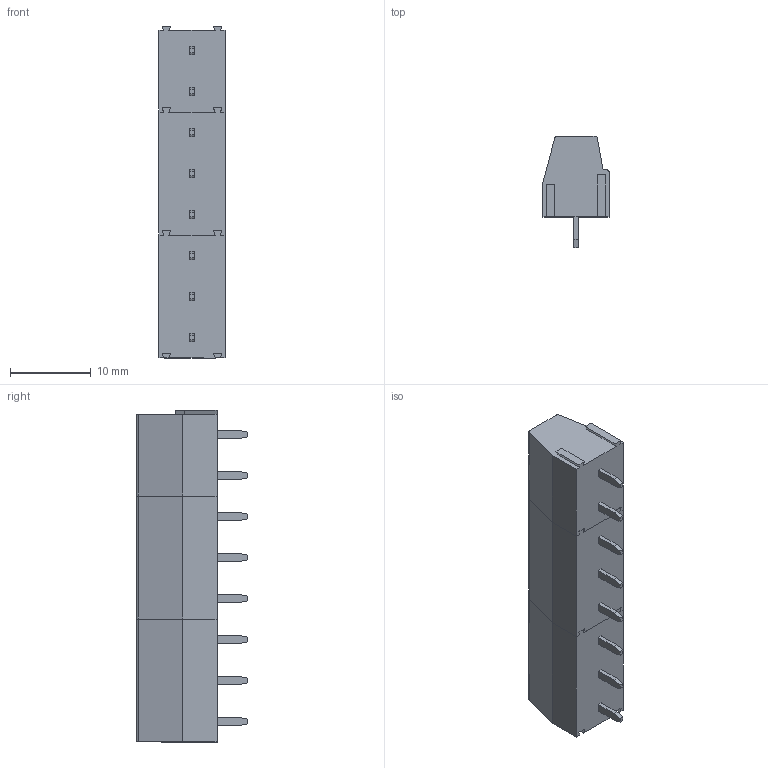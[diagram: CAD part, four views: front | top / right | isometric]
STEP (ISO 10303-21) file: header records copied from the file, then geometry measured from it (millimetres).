
FILE_DESCRIPTION (( 'STEP AP214' ), '1' );
FILE_NAME ('CUI_DEVICES_TB006-508-08BE.step', '2019-10-21T19:41:19', ( '' ), ( '' ), 'SwSTEP 2.0', 'SolidWorks 2019', '' );
FILE_SCHEMA (( 'AUTOMOTIVE_DESIGN' ));
Length unit declared in the file: millimetre
Products named in the file (3): CUI_DEVICES_TB006-508-08BE; TB006-508-02P_Blue - S; TB006-508-03P_Blue - S
Assembly tree (3 placements, depth 2):
  CUI_DEVICES_TB006-508-08BE
    TB006-508-02P_Blue - S
    TB006-508-03P_Blue - S  x2
Bounding box: 8.2 x 13.8 x 41.14 mm (x, y, z)
Volume: 2758.7 mm3; surface area: 2454.4 mm2
Topology: 3 solids, 11 shells, 412 faces, 1010 edges, 652 vertices
Faces by surface type: plane 267, bspline 64, cylinder 49, cone 32
Entity records: 11319 total; most frequent: CARTESIAN_POINT 4045, ORIENTED_EDGE 1282, DIRECTION 1142, EDGE_CURVE 641, VECTOR 424, LINE 424, VERTEX_POINT 414, AXIS2_PLACEMENT_3D 359
